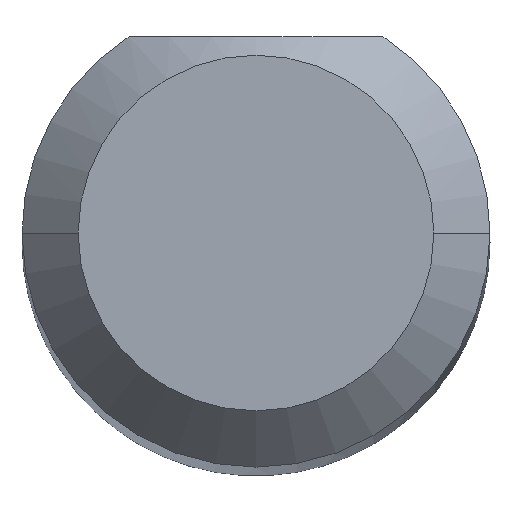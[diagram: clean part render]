
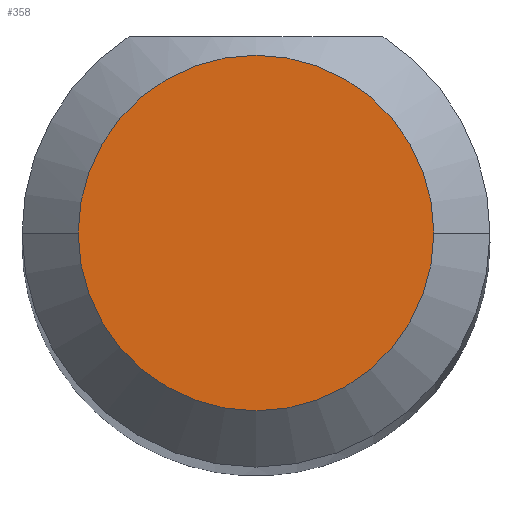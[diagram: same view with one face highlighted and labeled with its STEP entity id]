
A CAD part, top view. The second image highlights one B-rep face of the part: STEP entity #358.
In plain terms, the highlighted planar face has unit normal (0, 0, 1).
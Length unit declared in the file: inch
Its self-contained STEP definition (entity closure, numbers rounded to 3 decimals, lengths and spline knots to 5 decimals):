
#7 = CARTESIAN_POINT ( 'NONE',  ( 0.0475, 0., 1.5 ) ) ;
#134 = CARTESIAN_POINT ( 'NONE',  ( 0., 0., 1.5 ) ) ;
#138 = EDGE_LOOP ( 'NONE', ( #345, #314 ) ) ;
#157 = DIRECTION ( 'NONE',  ( 1., 0., 0. ) ) ;
#173 = CIRCLE ( 'NONE', #391, 0.0475 ) ;
#181 = AXIS2_PLACEMENT_3D ( 'NONE', #196, #447, #194 ) ;
#194 = DIRECTION ( 'NONE',  ( 1., 0., 0. ) ) ;
#196 = CARTESIAN_POINT ( 'NONE',  ( 0., 0., 1.5 ) ) ;
#199 = VERTEX_POINT ( 'NONE', #7 ) ;
#223 = VERTEX_POINT ( 'NONE', #305 ) ;
#226 = EDGE_CURVE ( 'NONE', #223, #199, #173, .T. ) ;
#262 = DIRECTION ( 'NONE',  ( 1., 0., 0. ) ) ;
#305 = CARTESIAN_POINT ( 'NONE',  ( -0.0475, 0., 1.5 ) ) ;
#314 = ORIENTED_EDGE ( 'NONE', *, *, #365, .T. ) ;
#345 = ORIENTED_EDGE ( 'NONE', *, *, #226, .T. ) ;
#358 = ADVANCED_FACE ( 'NONE', ( #511 ), #474, .T. ) ;
#365 = EDGE_CURVE ( 'NONE', #199, #223, #409, .T. ) ;
#391 = AXIS2_PLACEMENT_3D ( 'NONE', #477, #520, #262 ) ;
#409 = CIRCLE ( 'NONE', #181, 0.0475 ) ;
#438 = AXIS2_PLACEMENT_3D ( 'NONE', #134, #528, #157 ) ;
#447 = DIRECTION ( 'NONE',  ( 0., 0., 1. ) ) ;
#474 = PLANE ( 'NONE',  #438 ) ;
#477 = CARTESIAN_POINT ( 'NONE',  ( 0., 0., 1.5 ) ) ;
#511 = FACE_OUTER_BOUND ( 'NONE', #138, .T. ) ;
#520 = DIRECTION ( 'NONE',  ( 0., 0., 1. ) ) ;
#528 = DIRECTION ( 'NONE',  ( 0., 0., 1. ) ) ;
